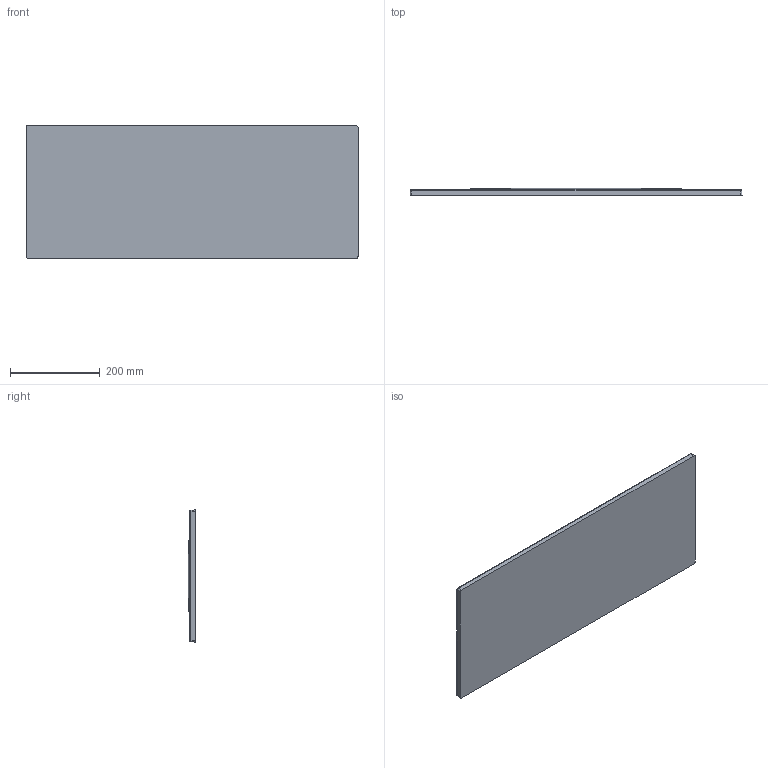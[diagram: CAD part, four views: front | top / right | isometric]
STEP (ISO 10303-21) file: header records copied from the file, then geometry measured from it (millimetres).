
FILE_DESCRIPTION (( 'STEP AP214' ), '1' );
FILE_NAME ('mares 800 êðûøêà.STEP', '2022-05-24T09:29:25', ( 'User Windows' ), ( '' ), 'SwSTEP 2.0', 'SolidWorks 2020', '' );
FILE_SCHEMA (( 'AUTOMOTIVE_DESIGN' ));
Length unit declared in the file: millimetre
Products named in the file (1): mares 800  牮赅
Bounding box: 738 x 17 x 294 mm (x, y, z)
Volume: 3185790.7 mm3; surface area: 457902.8 mm2
Topology: 1 solids, 1 shells, 19 faces, 48 edges, 32 vertices
Faces by surface type: bspline 9, plane 6, cylinder 4
Entity records: 1370 total; most frequent: CARTESIAN_POINT 961, ORIENTED_EDGE 96, DIRECTION 50, EDGE_CURVE 48, VERTEX_POINT 32, B_SPLINE_CURVE_WITH_KNOTS 24, EDGE_LOOP 20, FACE_OUTER_BOUND 19
